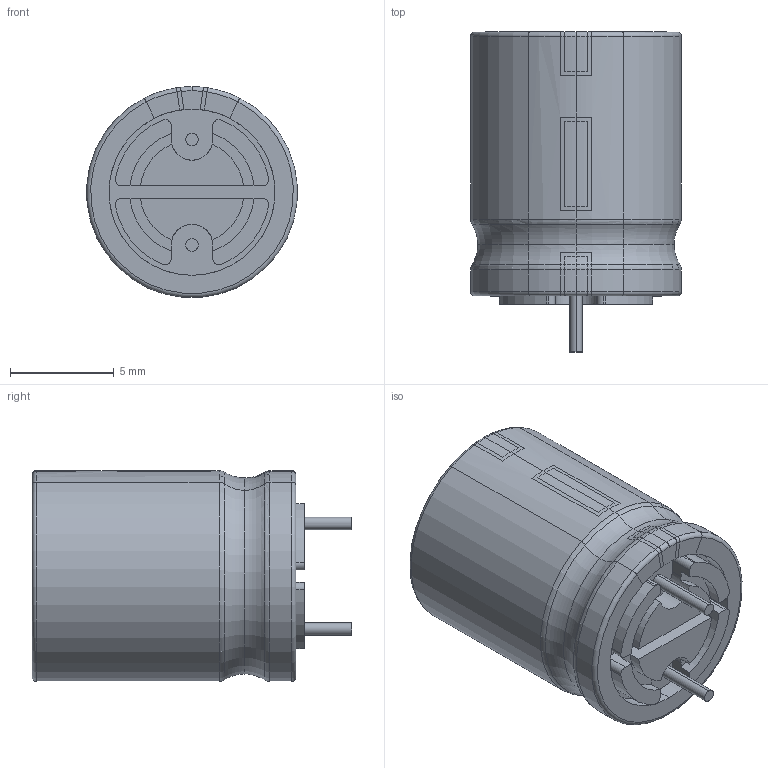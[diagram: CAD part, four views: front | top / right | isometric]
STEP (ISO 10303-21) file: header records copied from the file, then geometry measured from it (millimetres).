
FILE_DESCRIPTION (( 'STEP AP214' ), '1' );
FILE_NAME ('User Library-CE_R200_D400_H500.STEP', '2013-07-01T14:16:08', ( 'Windows User' ), ( '' ), 'SwSTEP 2.0', 'SolidWorks 2013', '' );
FILE_SCHEMA (( 'AUTOMOTIVE_DESIGN' ));
Length unit declared in the file: millimetre
Products named in the file (1): User Library-CE_R200_D400_H500
Bounding box: 10.14 x 15.4 x 10.14 mm (x, y, z)
Volume: 998.9 mm3; surface area: 666.1 mm2
Topology: 1 solids, 1 shells, 126 faces, 320 edges, 201 vertices
Faces by surface type: cylinder 57, plane 35, torus 34
Entity records: 5329 total; most frequent: CARTESIAN_POINT 748, DIRECTION 735, ORIENTED_EDGE 640, EDGE_CURVE 320, AXIS2_PLACEMENT_3D 308, VERTEX_POINT 201, CIRCLE 181, EDGE_LOOP 131
